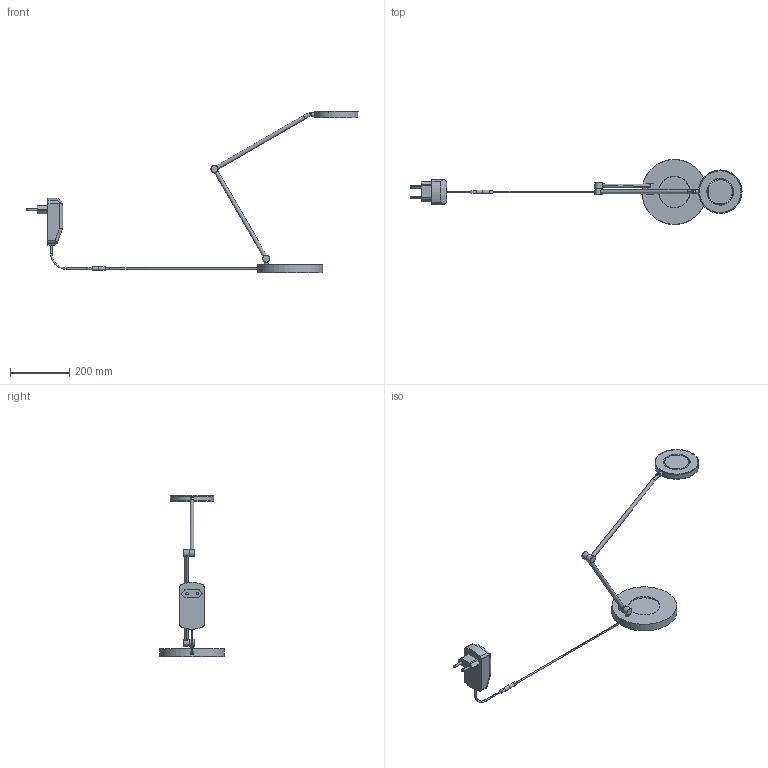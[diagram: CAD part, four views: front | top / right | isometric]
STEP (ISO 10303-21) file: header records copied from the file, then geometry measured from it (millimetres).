
FILE_DESCRIPTION (( 'STEP AP214' ), '1' );
FILE_NAME ('SunatHome_Panan_Desk_d.STEP', '2021-08-11T11:21:43', ( '' ), ( '' ), 'SwSTEP 2.0', 'SolidWorks 2020', '' );
FILE_SCHEMA (( 'AUTOMOTIVE_DESIGN' ));
Length unit declared in the file: millimetre
Products named in the file (1): SunatHome_Panan_Desk_d
Bounding box: 1122.62 x 220 x 544.51 mm (x, y, z)
Volume: 1937163.6 mm3; surface area: 289122.3 mm2
Topology: 12 solids, 12 shells, 189 faces, 436 edges, 288 vertices
Faces by surface type: cylinder 74, plane 71, bspline 29, cone 10, torus 5
Full cylindrical faces by diameter (mm): 12 x2, 12.5 x2, 13 x4, 24 x4, 82 x1, 87 x1, 89.8 x1, 143.001 x1, 144 x1
Entity records: 12221 total; most frequent: CARTESIAN_POINT 6593, ORIENTED_EDGE 778, DIRECTION 442, EDGE_CURVE 389, B_SPLINE_CURVE_WITH_KNOTS 303, VERTEX_POINT 281, EDGE_LOOP 250, FACE_OUTER_BOUND 211
